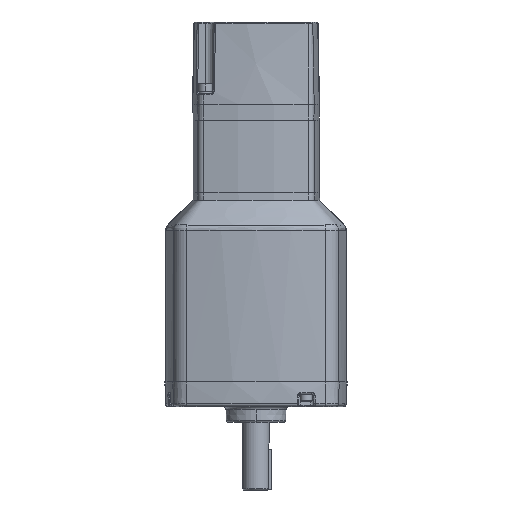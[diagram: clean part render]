
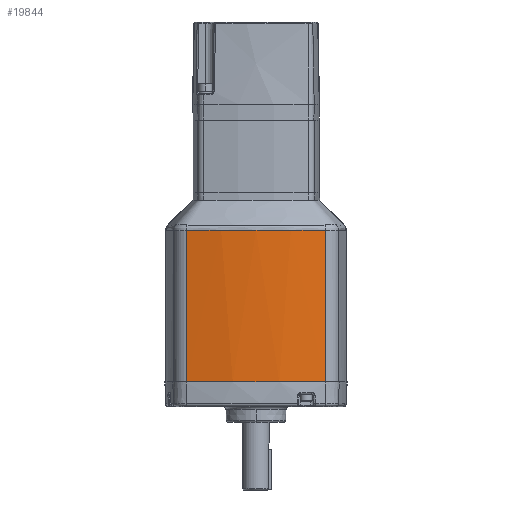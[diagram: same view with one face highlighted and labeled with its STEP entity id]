
A CAD part, front view. The second image highlights one B-rep face of the part: STEP entity #19844.
In plain terms, the highlighted cylindrical face has radius 148.082 mm (diameter 296.164 mm), a partial arc.
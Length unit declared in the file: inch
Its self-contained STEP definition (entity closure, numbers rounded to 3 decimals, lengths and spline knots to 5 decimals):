
#2672 = CARTESIAN_POINT ( 'NONE',  ( 0.97437, -1.60828, -0.56178 ) ) ;
#2914 = CARTESIAN_POINT ( 'NONE',  ( -1.20203, -1.56435, -0.56209 ) ) ;
#4804 = CYLINDRICAL_SURFACE ( 'NONE', #26581, 5.83 ) ;
#8317 = CARTESIAN_POINT ( 'NONE',  ( 0.75845, -1.64021, -0.56158 ) ) ;
#8562 = CARTESIAN_POINT ( 'NONE',  ( -1.26871, -1.54978, -0.56219 ) ) ;
#14009 = CARTESIAN_POINT ( 'NONE',  ( 0.4332, -1.67748, -0.56136 ) ) ;
#14249 = CARTESIAN_POINT ( 'NONE',  ( -1.28869, -1.54529, -0.56231 ) ) ;
#16907 = ORIENTED_EDGE ( 'NONE', *, *, #62375, .F. ) ;
#19355 = CIRCLE ( 'NONE', #28443, 5.83 ) ;
#19734 = CARTESIAN_POINT ( 'NONE',  ( -0.21689, -1.68949, -0.56127 ) ) ;
#19844 = ADVANCED_FACE ( 'NONE', ( #51745 ), #4804, .T. ) ;
#21117 = VERTEX_POINT ( 'NONE', #36516 ) ;
#21913 = DIRECTION ( 'NONE',  ( 0., 0., -1. ) ) ;
#22136 = CARTESIAN_POINT ( 'NONE',  ( 1.29534, -1.54377, -0.56279 ) ) ;
#22280 = DIRECTION ( 'NONE',  ( 0., 0., -1. ) ) ;
#25173 = CARTESIAN_POINT ( 'NONE',  ( 1.26871, -1.54978, -0.56219 ) ) ;
#25406 = CARTESIAN_POINT ( 'NONE',  ( -0.75827, -1.641, -0.56158 ) ) ;
#26581 = AXIS2_PLACEMENT_3D ( 'NONE', #44765, #22280, #61935 ) ;
#27046 = VECTOR ( 'NONE', #21913, 39.37008 ) ;
#28443 = AXIS2_PLACEMENT_3D ( 'NONE', #31426, #71136, #37115 ) ;
#28757 = EDGE_CURVE ( 'NONE', #35807, #21117, #60803, .T. ) ;
#30610 = CARTESIAN_POINT ( 'NONE',  ( 1.29534, -1.54377, -0.56279 ) ) ;
#30862 = CARTESIAN_POINT ( 'NONE',  ( 1.20204, -1.56435, -0.56209 ) ) ;
#31102 = CARTESIAN_POINT ( 'NONE',  ( -1.02799, -1.59841, -0.56185 ) ) ;
#31426 = CARTESIAN_POINT ( 'NONE',  ( 0., 4.1405, -3.395 ) ) ;
#32324 = ORIENTED_EDGE ( 'NONE', *, *, #43073, .T. ) ;
#32891 = DIRECTION ( 'NONE',  ( 0., 0., -1. ) ) ;
#33766 = CARTESIAN_POINT ( 'NONE',  ( -1.29534, -1.54377, -0.56279 ) ) ;
#34009 = LINE ( 'NONE', #66854, #62417 ) ;
#34213 = VERTEX_POINT ( 'NONE', #33766 ) ;
#35807 = VERTEX_POINT ( 'NONE', #22136 ) ;
#36516 = CARTESIAN_POINT ( 'NONE',  ( 1.29534, -1.54377, -3.395 ) ) ;
#36566 = CARTESIAN_POINT ( 'NONE',  ( 1.08167, -1.58854, -0.56192 ) ) ;
#36786 = CARTESIAN_POINT ( 'NONE',  ( -1.16194, -1.5726, -0.56203 ) ) ;
#37115 = DIRECTION ( 'NONE',  ( -1., 0., 0. ) ) ;
#37383 = B_SPLINE_CURVE_WITH_KNOTS ( 'NONE', 3,
 ( #30610, #53433, #59150, #25173, #64854, #30862, #70552, #36566, #2672, #42216, #8317, #47932, #14009, #53661, #19734, #59404, #25406, #65089, #31102, #70785, #36786, #2914, #42446, #8562, #48186, #14249, #53886 ),
 .UNSPECIFIED., .F., .F.,
 ( 4, 2, 1, 1, 2, 1, 2, 2, 2, 2, 2, 2, 1, 1, 2, 4 ),
 ( 0., 0.00052, 0.00104, 0.00208, 0.00416, 0.00831, 0.01247, 0.01663, 0.03325, 0.04988, 0.05819, 0.06235, 0.06443, 0.06547, 0.06599, 0.0665 ),
 .UNSPECIFIED. ) ;
#41140 = ORIENTED_EDGE ( 'NONE', *, *, #28757, .F. ) ;
#42216 = CARTESIAN_POINT ( 'NONE',  ( 0.86655, -1.625, -0.56168 ) ) ;
#42446 = CARTESIAN_POINT ( 'NONE',  ( -1.24872, -1.55423, -0.56216 ) ) ;
#43073 = EDGE_CURVE ( 'NONE', #35807, #34213, #37383, .T. ) ;
#44765 = CARTESIAN_POINT ( 'NONE',  ( 0., 4.1405, 4.27663 ) ) ;
#46364 = CARTESIAN_POINT ( 'NONE',  ( -1.29534, -1.54377, -3.395 ) ) ;
#47932 = CARTESIAN_POINT ( 'NONE',  ( 0.70423, -1.64707, -0.56155 ) ) ;
#48186 = CARTESIAN_POINT ( 'NONE',  ( -1.28203, -1.5468, -0.56221 ) ) ;
#51745 = FACE_OUTER_BOUND ( 'NONE', #68852, .T. ) ;
#52548 = EDGE_CURVE ( 'NONE', #34213, #71405, #34009, .T. ) ;
#53433 = CARTESIAN_POINT ( 'NONE',  ( 1.28869, -1.54529, -0.56231 ) ) ;
#53661 = CARTESIAN_POINT ( 'NONE',  ( 0.21646, -1.68951, -0.56127 ) ) ;
#53886 = CARTESIAN_POINT ( 'NONE',  ( -1.29534, -1.54377, -0.56279 ) ) ;
#59150 = CARTESIAN_POINT ( 'NONE',  ( 1.28203, -1.5468, -0.56221 ) ) ;
#59404 = CARTESIAN_POINT ( 'NONE',  ( -0.43349, -1.67744, -0.56136 ) ) ;
#60803 = LINE ( 'NONE', #73199, #27046 ) ;
#61781 = ORIENTED_EDGE ( 'NONE', *, *, #52548, .T. ) ;
#61935 = DIRECTION ( 'NONE',  ( -1., 0., 0. ) ) ;
#62375 = EDGE_CURVE ( 'NONE', #21117, #71405, #19355, .T. ) ;
#62417 = VECTOR ( 'NONE', #32891, 39.37008 ) ;
#64854 = CARTESIAN_POINT ( 'NONE',  ( 1.24872, -1.55423, -0.56216 ) ) ;
#65089 = CARTESIAN_POINT ( 'NONE',  ( -0.86659, -1.62577, -0.56167 ) ) ;
#66854 = CARTESIAN_POINT ( 'NONE',  ( -1.29534, -1.54377, 4.27663 ) ) ;
#68852 = EDGE_LOOP ( 'NONE', ( #16907, #41140, #32324, #61781 ) ) ;
#70552 = CARTESIAN_POINT ( 'NONE',  ( 1.16195, -1.5726, -0.56203 ) ) ;
#70785 = CARTESIAN_POINT ( 'NONE',  ( -1.08165, -1.58854, -0.56192 ) ) ;
#71136 = DIRECTION ( 'NONE',  ( 0., 0., -1. ) ) ;
#71405 = VERTEX_POINT ( 'NONE', #46364 ) ;
#73199 = CARTESIAN_POINT ( 'NONE',  ( 1.29534, -1.54377, 4.27663 ) ) ;
